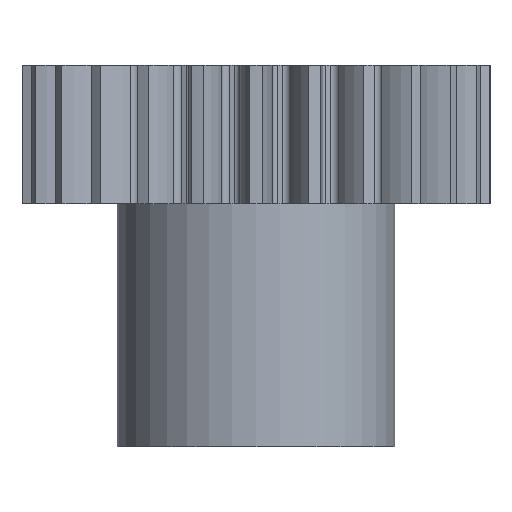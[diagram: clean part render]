
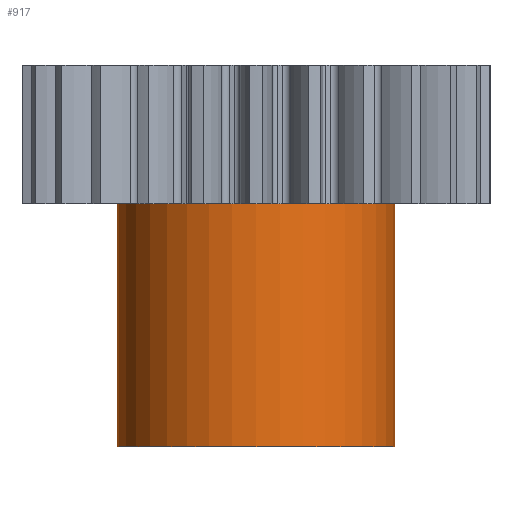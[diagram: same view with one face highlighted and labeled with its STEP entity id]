
A CAD part, front view. The second image highlights one B-rep face of the part: STEP entity #917.
In plain terms, the highlighted cylindrical face has radius 20 mm (diameter 40 mm), a partial arc.
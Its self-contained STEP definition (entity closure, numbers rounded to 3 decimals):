
#254 = EDGE_CURVE ( 'NONE', #453, #464, #2820, .T. ) ;
#396 = VERTEX_POINT ( 'NONE', #2900 ) ;
#401 = VERTEX_POINT ( 'NONE', #2892 ) ;
#453 = VERTEX_POINT ( 'NONE', #3228 ) ;
#458 = EDGE_CURVE ( 'NONE', #396, #453, #3251, .T. ) ;
#463 = EDGE_CURVE ( 'NONE', #401, #464, #3237, .T. ) ;
#464 = VERTEX_POINT ( 'NONE', #3239 ) ;
#916 = EDGE_CURVE ( 'NONE', #396, #401, #3854, .T. ) ;
#917 = ADVANCED_FACE ( 'NONE', ( #3906 ), #3855, .T. ) ;
#920 = ORIENTED_EDGE ( 'NONE', *, *, #463, .T. ) ;
#1148 = ORIENTED_EDGE ( 'NONE', *, *, #254, .F. ) ;
#1162 = EDGE_LOOP ( 'NONE', ( #1185, #1164, #920, #1148 ) ) ;
#1164 = ORIENTED_EDGE ( 'NONE', *, *, #916, .T. ) ;
#1185 = ORIENTED_EDGE ( 'NONE', *, *, #458, .F. ) ;
#2636 = DIRECTION ( 'NONE',  ( 1., 0., 0. ) ) ;
#2637 = DIRECTION ( 'NONE',  ( 0., 0., 1. ) ) ;
#2638 = CARTESIAN_POINT ( 'NONE',  ( 0., 0., 0. ) ) ;
#2639 = AXIS2_PLACEMENT_3D ( 'NONE', #2638, #2637, #2636 ) ;
#2820 = CIRCLE ( 'NONE', #2639, 20. ) ;
#2892 = CARTESIAN_POINT ( 'NONE',  ( 20., 0., -35. ) ) ;
#2900 = CARTESIAN_POINT ( 'NONE',  ( -20., 0., -35. ) ) ;
#3228 = CARTESIAN_POINT ( 'NONE',  ( -20., 0., 0. ) ) ;
#3234 = DIRECTION ( 'NONE',  ( 0., 0., 1. ) ) ;
#3235 = VECTOR ( 'NONE', #3234, 1000. ) ;
#3236 = CARTESIAN_POINT ( 'NONE',  ( 20., 0., -35. ) ) ;
#3237 = LINE ( 'NONE', #3236, #3235 ) ;
#3239 = CARTESIAN_POINT ( 'NONE',  ( 20., 0., 0. ) ) ;
#3248 = DIRECTION ( 'NONE',  ( 0., 0., 1. ) ) ;
#3249 = VECTOR ( 'NONE', #3248, 1000. ) ;
#3250 = CARTESIAN_POINT ( 'NONE',  ( -20., 0., -35. ) ) ;
#3251 = LINE ( 'NONE', #3250, #3249 ) ;
#3854 = CIRCLE ( 'NONE', #3881, 20. ) ;
#3855 = CYLINDRICAL_SURFACE ( 'NONE', #3902, 20. ) ;
#3859 = CARTESIAN_POINT ( 'NONE',  ( 0., 0., -35. ) ) ;
#3871 = CARTESIAN_POINT ( 'NONE',  ( 0., 0., -35. ) ) ;
#3881 = AXIS2_PLACEMENT_3D ( 'NONE', #3871, #3908, #3907 ) ;
#3900 = DIRECTION ( 'NONE',  ( 1., 0., 0. ) ) ;
#3901 = DIRECTION ( 'NONE',  ( 0., 0., 1. ) ) ;
#3902 = AXIS2_PLACEMENT_3D ( 'NONE', #3859, #3901, #3900 ) ;
#3906 = FACE_OUTER_BOUND ( 'NONE', #1162, .T. ) ;
#3907 = DIRECTION ( 'NONE',  ( 1., 0., 0. ) ) ;
#3908 = DIRECTION ( 'NONE',  ( 0., 0., 1. ) ) ;
